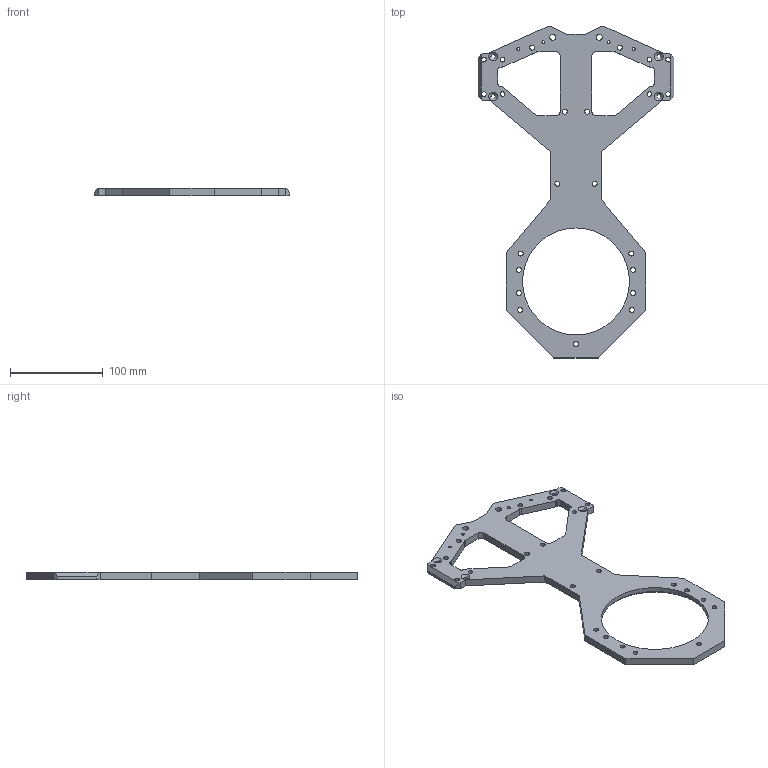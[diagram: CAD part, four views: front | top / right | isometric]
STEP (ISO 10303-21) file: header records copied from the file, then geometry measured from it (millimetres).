
FILE_DESCRIPTION (( 'STEP AP214' ), '1' );
FILE_NAME ('ALTI2-USI-001-A-CHASSIS.STEP', '2021-12-22T16:35:05', ( '' ), ( '' ), 'SwSTEP 2.0', 'SolidWorks 2021', '' );
FILE_SCHEMA (( 'AUTOMOTIVE_DESIGN' ));
Length unit declared in the file: millimetre
Products named in the file (1): ALTI2-USI-001-A-CHASSIS
Bounding box: 210 x 357.07 x 8 mm (x, y, z)
Volume: 200835.8 mm3; surface area: 69338.5 mm2
Topology: 1 solids, 1 shells, 166 faces, 474 edges, 304 vertices
Faces by surface type: cylinder 84, plane 46, cone 36
Entity records: 5942 total; most frequent: CARTESIAN_POINT 1015, DIRECTION 1002, ORIENTED_EDGE 948, EDGE_CURVE 474, AXIS2_PLACEMENT_3D 375, VERTEX_POINT 304, LINE 252, VECTOR 252
